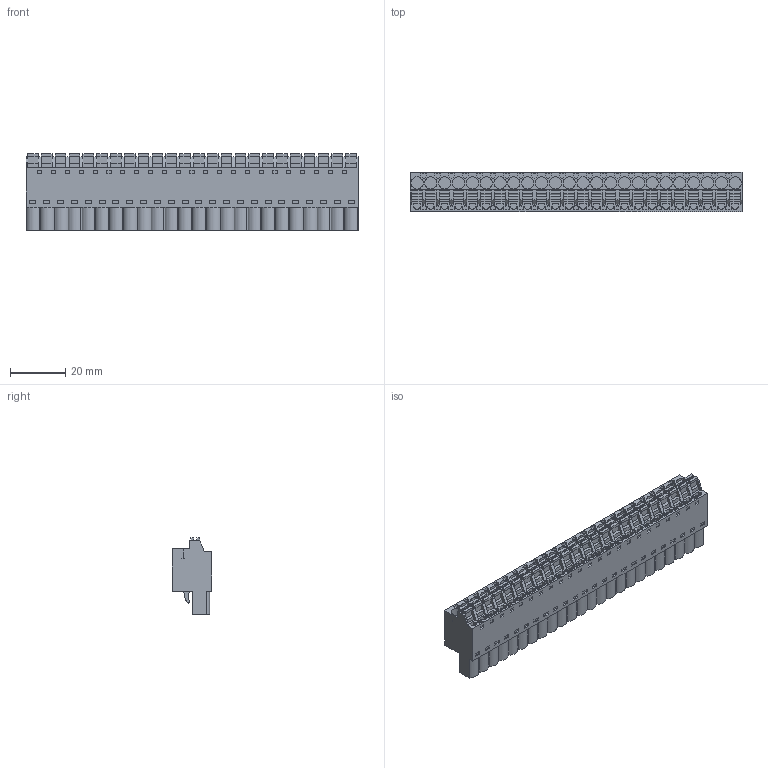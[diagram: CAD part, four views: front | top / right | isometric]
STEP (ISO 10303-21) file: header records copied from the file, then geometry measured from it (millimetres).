
FILE_DESCRIPTION(('CATIA V5 STEP Exchange','CAx-IF Rec.Pracs.--- Model Styling and Organization---1.2---2011-12-15'),'2;1');
FILE_NAME ('D1449818_0_1211810000_1211810000.stp','2017-04-27T12:46:16+00:00',('none'),('Weidmueller'),'CATIA Version 5-6 Release 2014','CATIA V5 STEP AP214','none');
FILE_SCHEMA(('AUTOMOTIVE_DESIGN { 1 0 10303 214 1 1 1 1 }'));
Products named in the file (1): 1211810000
Bounding box: 120 x 14.2 x 27.73 mm (x, y, z)
Volume: 30051.5 mm3; surface area: 15625.6 mm2
Topology: 25 solids, 25 shells, 1983 faces, 5803 edges, 4061 vertices
Faces by surface type: plane 1807, cylinder 172, extrusion 4
Entity records: 63128 total; most frequent: ORIENTED_EDGE 11606, CARTESIAN_POINT 11244, DIRECTION 8233, EDGE_CURVE 5803, VECTOR 5408, LINE 5404, VERTEX_POINT 4061, EDGE_LOOP 2220
